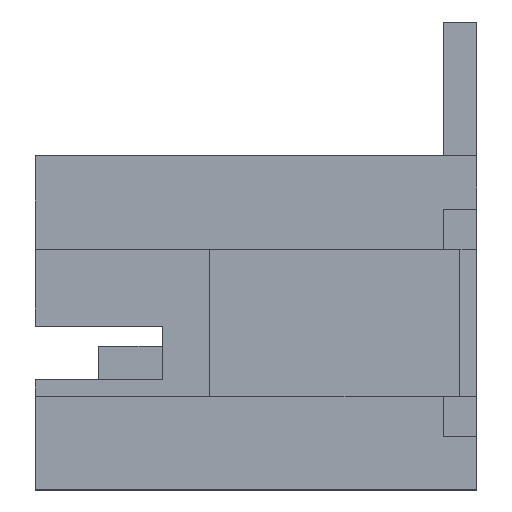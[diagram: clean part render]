
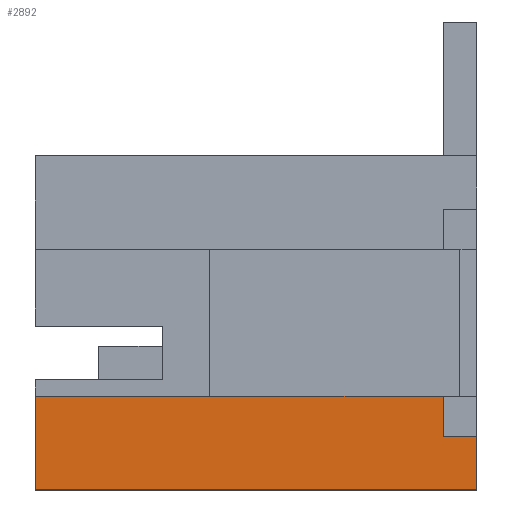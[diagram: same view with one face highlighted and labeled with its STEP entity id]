
A CAD part, left-side view. The second image highlights one B-rep face of the part: STEP entity #2892.
In plain terms, the highlighted planar face has unit normal (-1, 0, 0).
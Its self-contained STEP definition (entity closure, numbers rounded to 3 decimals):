
#11 = VERTEX_POINT ( 'NONE', #1600 ) ;
#23 = DIRECTION ( 'NONE',  ( 0., -1., 0. ) ) ;
#134 = ORIENTED_EDGE ( 'NONE', *, *, #2512, .T. ) ;
#176 = LINE ( 'NONE', #951, #1429 ) ;
#213 = CARTESIAN_POINT ( 'NONE',  ( 0., 6.6, 0.975 ) ) ;
#313 = VERTEX_POINT ( 'NONE', #2347 ) ;
#360 = ORIENTED_EDGE ( 'NONE', *, *, #2275, .T. ) ;
#368 = CARTESIAN_POINT ( 'NONE',  ( 0., 0., 2.375 ) ) ;
#448 = DIRECTION ( 'NONE',  ( 0., 0., 1. ) ) ;
#474 = ORIENTED_EDGE ( 'NONE', *, *, #3425, .T. ) ;
#498 = DIRECTION ( 'NONE',  ( 0., 0., -1. ) ) ;
#633 = VERTEX_POINT ( 'NONE', #1891 ) ;
#746 = LINE ( 'NONE', #213, #2567 ) ;
#817 = FACE_OUTER_BOUND ( 'NONE', #2249, .T. ) ;
#831 = LINE ( 'NONE', #3581, #2996 ) ;
#856 = CARTESIAN_POINT ( 'NONE',  ( 0., 6.6, 0.975 ) ) ;
#863 = CARTESIAN_POINT ( 'NONE',  ( 0., 0., 1.775 ) ) ;
#913 = LINE ( 'NONE', #368, #1551 ) ;
#951 = CARTESIAN_POINT ( 'NONE',  ( 0., 0., 5.975 ) ) ;
#1266 = EDGE_CURVE ( 'NONE', #1660, #11, #913, .T. ) ;
#1310 = CARTESIAN_POINT ( 'NONE',  ( 0., 0.5, 1.775 ) ) ;
#1429 = VECTOR ( 'NONE', #448, 1000. ) ;
#1479 = DIRECTION ( 'NONE',  ( 0., 1., 0. ) ) ;
#1551 = VECTOR ( 'NONE', #1479, 1000. ) ;
#1600 = CARTESIAN_POINT ( 'NONE',  ( 0., 6.6, 2.375 ) ) ;
#1660 = VERTEX_POINT ( 'NONE', #2731 ) ;
#1694 = CARTESIAN_POINT ( 'NONE',  ( 0., 6.6, 0.975 ) ) ;
#1891 = CARTESIAN_POINT ( 'NONE',  ( 0., 0., 0.975 ) ) ;
#1926 = DIRECTION ( 'NONE',  ( 0., 1., 0. ) ) ;
#2198 = PLANE ( 'NONE',  #3168 ) ;
#2249 = EDGE_LOOP ( 'NONE', ( #3166, #2912, #3538, #474, #134, #360 ) ) ;
#2275 = EDGE_CURVE ( 'NONE', #633, #3394, #176, .T. ) ;
#2347 = CARTESIAN_POINT ( 'NONE',  ( 0., 0.5, 1.775 ) ) ;
#2386 = LINE ( 'NONE', #1310, #3337 ) ;
#2512 = EDGE_CURVE ( 'NONE', #2540, #633, #2518, .T. ) ;
#2518 = LINE ( 'NONE', #1694, #3225 ) ;
#2540 = VERTEX_POINT ( 'NONE', #856 ) ;
#2567 = VECTOR ( 'NONE', #2909, 1000. ) ;
#2712 = EDGE_CURVE ( 'NONE', #1660, #313, #2386, .T. ) ;
#2731 = CARTESIAN_POINT ( 'NONE',  ( 0., 0.5, 2.375 ) ) ;
#2845 = EDGE_CURVE ( 'NONE', #313, #3394, #831, .T. ) ;
#2892 = ADVANCED_FACE ( 'NONE', ( #817 ), #2198, .T. ) ;
#2909 = DIRECTION ( 'NONE',  ( 0., 0., -1. ) ) ;
#2912 = ORIENTED_EDGE ( 'NONE', *, *, #2712, .F. ) ;
#2996 = VECTOR ( 'NONE', #23, 1000. ) ;
#3064 = DIRECTION ( 'NONE',  ( 0., -1., 0. ) ) ;
#3077 = DIRECTION ( 'NONE',  ( -1., 0., 0. ) ) ;
#3166 = ORIENTED_EDGE ( 'NONE', *, *, #2845, .F. ) ;
#3168 = AXIS2_PLACEMENT_3D ( 'NONE', #3310, #3077, #1926 ) ;
#3225 = VECTOR ( 'NONE', #3064, 1000. ) ;
#3310 = CARTESIAN_POINT ( 'NONE',  ( 0., 6.6, 0.975 ) ) ;
#3337 = VECTOR ( 'NONE', #498, 1000. ) ;
#3394 = VERTEX_POINT ( 'NONE', #863 ) ;
#3425 = EDGE_CURVE ( 'NONE', #11, #2540, #746, .T. ) ;
#3538 = ORIENTED_EDGE ( 'NONE', *, *, #1266, .T. ) ;
#3581 = CARTESIAN_POINT ( 'NONE',  ( 0., 0.5, 1.775 ) ) ;
